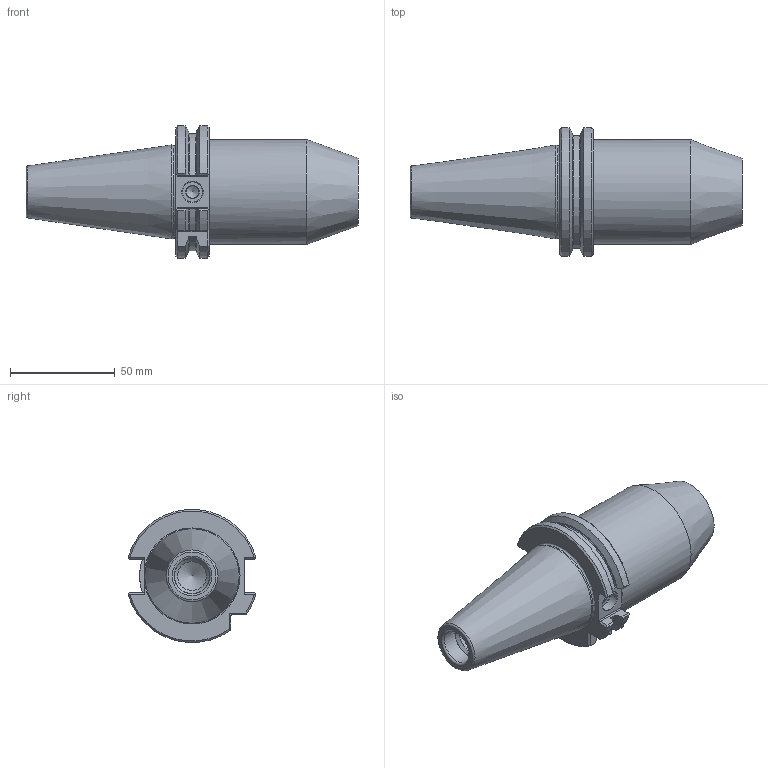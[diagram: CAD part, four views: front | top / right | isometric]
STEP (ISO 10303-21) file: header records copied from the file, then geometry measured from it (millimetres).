
FILE_DESCRIPTION( ( 'Unknown' ), '1' );
FILE_NAME( '224050103-B.stp', 'Unknown', ( 'Unknown' ), ( 'Unknown' ), 'PSStep 15.0.49', 'Unknown', ' ' );
FILE_SCHEMA( ( 'AUTOMOTIVE_DESIGN { 1 0 10303 214 1 1 1 1 }' ) );
Length unit declared in the file: millimetre
Products named in the file (1): 1
Bounding box: 158.25 x 61.01 x 63.35 mm (x, y, z)
Volume: 230363.1 mm3; surface area: 28096.6 mm2
Topology: 1 solids, 1 shells, 100 faces, 262 edges, 166 vertices
Faces by surface type: plane 43, cylinder 27, cone 21, torus 9
Full cylindrical faces by diameter (mm): 6 x1, 10 x1, 13.835 x1, 17 x1, 50 x1
Entity records: 3849 total; most frequent: CARTESIAN_POINT 707, ORIENTED_EDGE 480, DIRECTION 469, EDGE_CURVE 240, AXIS2_PLACEMENT_3D 181, VERTEX_POINT 163, EDGE_LOOP 119, FACE_OUTER_BOUND 108
